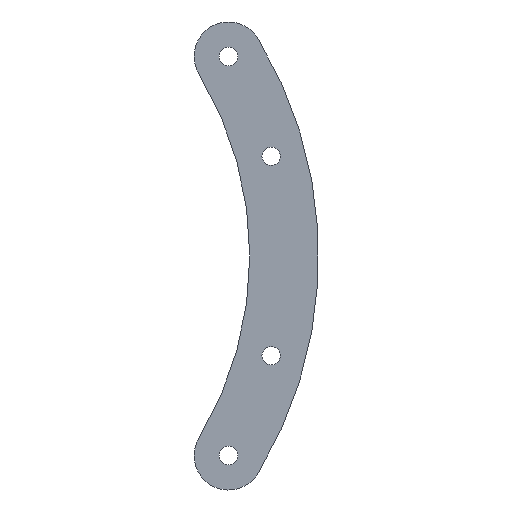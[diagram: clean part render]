
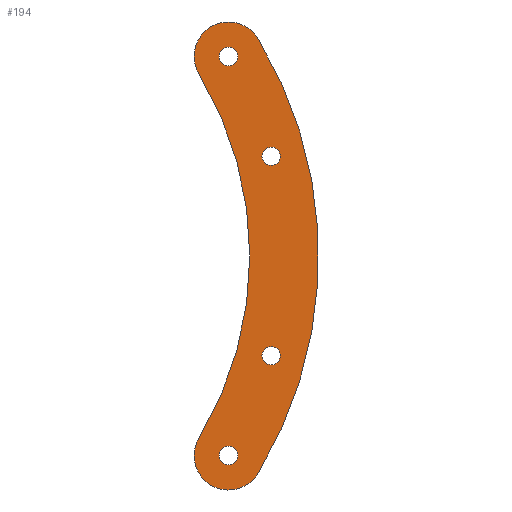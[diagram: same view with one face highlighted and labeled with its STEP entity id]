
A CAD part, front view. The second image highlights one B-rep face of the part: STEP entity #194.
In plain terms, the highlighted planar face has unit normal (0, -1, 0).
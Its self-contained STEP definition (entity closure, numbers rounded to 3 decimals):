
#23=FACE_BOUND('',#53,.T.);
#24=FACE_BOUND('',#54,.T.);
#25=FACE_BOUND('',#55,.T.);
#26=FACE_BOUND('',#56,.T.);
#28=PLANE('',#235);
#38=FACE_OUTER_BOUND('',#52,.T.);
#52=EDGE_LOOP('',(#169,#170,#171,#172));
#53=EDGE_LOOP('',(#173));
#54=EDGE_LOOP('',(#174));
#55=EDGE_LOOP('',(#175));
#56=EDGE_LOOP('',(#176));
#74=CIRCLE('',#212,2.);
#76=CIRCLE('',#215,2.);
#78=CIRCLE('',#218,2.);
#80=CIRCLE('',#221,2.);
#81=CIRCLE('',#223,7.5);
#83=CIRCLE('',#226,76.399);
#85=CIRCLE('',#229,7.5);
#87=CIRCLE('',#232,91.399);
#90=VERTEX_POINT('',#308);
#92=VERTEX_POINT('',#314);
#94=VERTEX_POINT('',#320);
#96=VERTEX_POINT('',#326);
#97=VERTEX_POINT('',#330);
#98=VERTEX_POINT('',#331);
#101=VERTEX_POINT('',#339);
#103=VERTEX_POINT('',#345);
#107=EDGE_CURVE('',#90,#90,#74,.T.);
#110=EDGE_CURVE('',#92,#92,#76,.T.);
#113=EDGE_CURVE('',#94,#94,#78,.T.);
#116=EDGE_CURVE('',#96,#96,#80,.T.);
#117=EDGE_CURVE('',#97,#98,#81,.T.);
#121=EDGE_CURVE('',#97,#101,#83,.T.);
#124=EDGE_CURVE('',#103,#101,#85,.T.);
#127=EDGE_CURVE('',#98,#103,#87,.T.);
#169=ORIENTED_EDGE('',*,*,#127,.F.);
#170=ORIENTED_EDGE('',*,*,#117,.F.);
#171=ORIENTED_EDGE('',*,*,#121,.T.);
#172=ORIENTED_EDGE('',*,*,#124,.F.);
#173=ORIENTED_EDGE('',*,*,#116,.F.);
#174=ORIENTED_EDGE('',*,*,#113,.F.);
#175=ORIENTED_EDGE('',*,*,#110,.F.);
#176=ORIENTED_EDGE('',*,*,#107,.F.);
#194=ADVANCED_FACE('',(#38,#23,#24,#25,#26),#28,.F.);
#212=AXIS2_PLACEMENT_3D('',#310,#246,#247);
#215=AXIS2_PLACEMENT_3D('',#316,#253,#254);
#218=AXIS2_PLACEMENT_3D('',#322,#260,#261);
#221=AXIS2_PLACEMENT_3D('',#328,#267,#268);
#223=AXIS2_PLACEMENT_3D('',#332,#271,#272);
#226=AXIS2_PLACEMENT_3D('',#340,#279,#280);
#229=AXIS2_PLACEMENT_3D('',#346,#286,#287);
#232=AXIS2_PLACEMENT_3D('',#351,#293,#294);
#235=AXIS2_PLACEMENT_3D('',#354,#299,#300);
#246=DIRECTION('center_axis',(0.,-1.,0.));
#247=DIRECTION('ref_axis',(1.,0.,0.));
#253=DIRECTION('center_axis',(0.,-1.,0.));
#254=DIRECTION('ref_axis',(1.,0.,0.));
#260=DIRECTION('center_axis',(0.,-1.,0.));
#261=DIRECTION('ref_axis',(1.,0.,0.));
#267=DIRECTION('center_axis',(0.,-1.,0.));
#268=DIRECTION('ref_axis',(1.,0.,0.));
#271=DIRECTION('center_axis',(0.,1.,0.));
#272=DIRECTION('ref_axis',(1.,0.,0.));
#279=DIRECTION('center_axis',(0.,1.,0.));
#280=DIRECTION('ref_axis',(0.855,0.,0.518));
#286=DIRECTION('center_axis',(0.,1.,0.));
#287=DIRECTION('ref_axis',(1.,0.,0.));
#293=DIRECTION('center_axis',(0.,1.,0.));
#294=DIRECTION('ref_axis',(0.855,0.,0.518));
#299=DIRECTION('center_axis',(0.,1.,0.));
#300=DIRECTION('ref_axis',(1.,0.,0.));
#308=CARTESIAN_POINT('',(306.212,0.,45.889));
#310=CARTESIAN_POINT('Origin',(308.212,0.,45.889));
#314=CARTESIAN_POINT('',(315.494,0.,24.131));
#316=CARTESIAN_POINT('Origin',(317.494,0.,24.131));
#320=CARTESIAN_POINT('',(306.212,0.,-41.057));
#322=CARTESIAN_POINT('Origin',(308.212,0.,-41.057));
#326=CARTESIAN_POINT('',(315.494,0.,-19.299));
#328=CARTESIAN_POINT('Origin',(317.494,0.,-19.299));
#330=CARTESIAN_POINT('',(301.797,0.,42.003));
#331=CARTESIAN_POINT('',(314.634,0.,49.763));
#332=CARTESIAN_POINT('Origin',(308.212,0.,45.889));
#339=CARTESIAN_POINT('',(301.797,0.,-37.171));
#340=CARTESIAN_POINT('Origin',(236.454,0.,2.416));
#345=CARTESIAN_POINT('',(314.631,0.,-44.936));
#346=CARTESIAN_POINT('Origin',(308.212,0.,-41.057));
#351=CARTESIAN_POINT('Origin',(236.454,0.,2.416));
#354=CARTESIAN_POINT('Origin',(314.282,0.,2.416));
